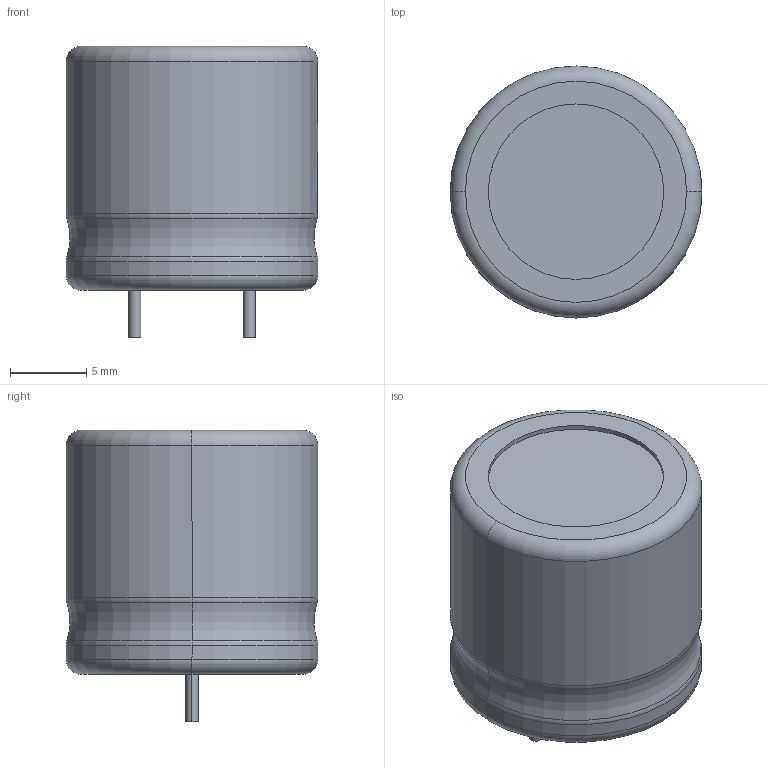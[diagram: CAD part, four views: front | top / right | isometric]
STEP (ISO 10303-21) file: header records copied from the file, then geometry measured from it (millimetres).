
FILE_DESCRIPTION((''),'2;1');
FILE_NAME('CAPPR750-1650X1600.stp','2015-07-02T15:16:20',(''),(''),'Mechanical Desktop 2011','Mechanical Desktop 2011',', , ');
FILE_SCHEMA(('AUTOMOTIVE_DESIGN { 1 2 10303 214 1 1 1 1 }'));
Length unit declared in the file: millimetre
Products named in the file (1): Product
Bounding box: 16.5 x 16.5 x 19.1 mm (x, y, z)
Volume: 3316.3 mm3; surface area: 1743.9 mm2
Topology: 7 solids, 7 shells, 60 faces, 120 edges, 76 vertices
Faces by surface type: plane 28, cylinder 22, torus 10
Entity records: 1624 total; most frequent: DIRECTION 312, CARTESIAN_POINT 257, ORIENTED_EDGE 240, AXIS2_PLACEMENT_3D 131, EDGE_CURVE 120, VERTEX_POINT 76, CIRCLE 70, EDGE_LOOP 62
